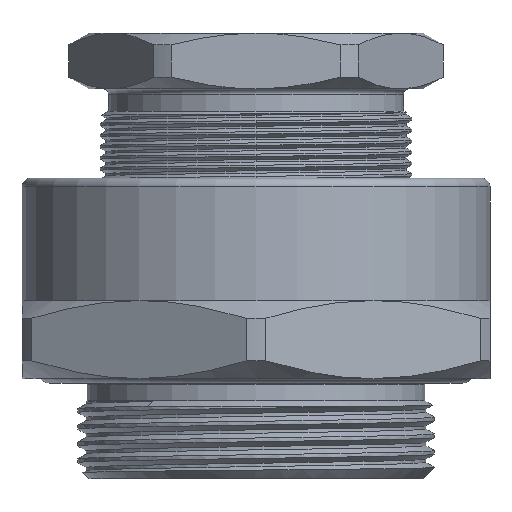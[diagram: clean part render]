
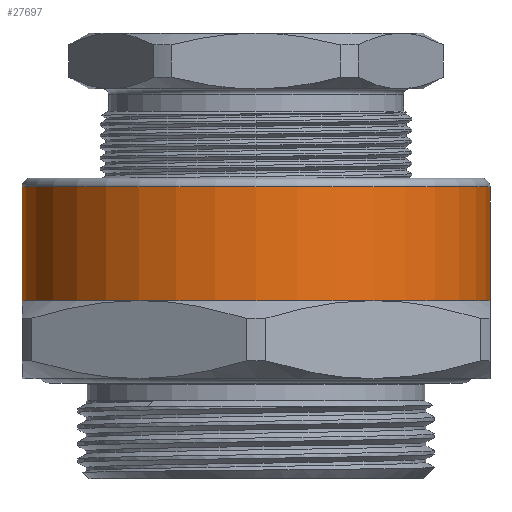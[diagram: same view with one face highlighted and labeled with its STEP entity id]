
A CAD part, front view. The second image highlights one B-rep face of the part: STEP entity #27697.
In plain terms, the highlighted cylindrical face has radius 21 mm (diameter 42 mm), a full revolution.
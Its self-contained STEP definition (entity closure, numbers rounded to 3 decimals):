
#26858=CARTESIAN_POINT('',(-21.,0.,16.));
#26859=VERTEX_POINT('',#26858);
#26954=CARTESIAN_POINT('',(-10.5,-18.187,16.));
#26955=VERTEX_POINT('',#26954);
#27038=CARTESIAN_POINT('',(10.5,-18.187,16.));
#27039=VERTEX_POINT('',#27038);
#27122=CARTESIAN_POINT('',(21.,0.,16.));
#27123=VERTEX_POINT('',#27122);
#27218=CARTESIAN_POINT('',(10.5,18.187,16.));
#27219=VERTEX_POINT('',#27218);
#27302=CARTESIAN_POINT('',(-10.5,18.187,16.));
#27303=VERTEX_POINT('',#27302);
#27384=CARTESIAN_POINT('',(0.,0.,16.));
#27385=DIRECTION('',(-0.,0.,-1.));
#27386=DIRECTION('',(-1.,0.,0.));
#27387=AXIS2_PLACEMENT_3D('',#27384,#27385,#27386);
#27388=CIRCLE('',#27387,21.);
#27389=EDGE_CURVE('',#27123,#27039,#27388,.T.);
#27408=CARTESIAN_POINT('',(0.,0.,16.));
#27409=DIRECTION('',(-0.,0.,-1.));
#27410=DIRECTION('',(-1.,0.,0.));
#27411=AXIS2_PLACEMENT_3D('',#27408,#27409,#27410);
#27412=CIRCLE('',#27411,21.);
#27413=EDGE_CURVE('',#27039,#26955,#27412,.T.);
#27432=CARTESIAN_POINT('',(0.,0.,16.));
#27433=DIRECTION('',(-0.,0.,-1.));
#27434=DIRECTION('',(-1.,0.,0.));
#27435=AXIS2_PLACEMENT_3D('',#27432,#27433,#27434);
#27436=CIRCLE('',#27435,21.);
#27437=EDGE_CURVE('',#26955,#26859,#27436,.T.);
#27456=CARTESIAN_POINT('',(0.,0.,16.));
#27457=DIRECTION('',(-0.,0.,-1.));
#27458=DIRECTION('',(-1.,0.,0.));
#27459=AXIS2_PLACEMENT_3D('',#27456,#27457,#27458);
#27460=CIRCLE('',#27459,21.);
#27461=EDGE_CURVE('',#27219,#27123,#27460,.T.);
#27480=CARTESIAN_POINT('',(0.,0.,16.));
#27481=DIRECTION('',(-0.,0.,-1.));
#27482=DIRECTION('',(-1.,0.,0.));
#27483=AXIS2_PLACEMENT_3D('',#27480,#27481,#27482);
#27484=CIRCLE('',#27483,21.);
#27485=EDGE_CURVE('',#26859,#27303,#27484,.T.);
#27504=CARTESIAN_POINT('',(0.,0.,16.));
#27505=DIRECTION('',(-0.,0.,-1.));
#27506=DIRECTION('',(-1.,0.,0.));
#27507=AXIS2_PLACEMENT_3D('',#27504,#27505,#27506);
#27508=CIRCLE('',#27507,21.);
#27509=EDGE_CURVE('',#27303,#27219,#27508,.T.);
#27659=CARTESIAN_POINT('',(0.,0.,0.));
#27660=DIRECTION('',(-0.,0.,-1.));
#27661=DIRECTION('',(-1.,0.,0.));
#27662=AXIS2_PLACEMENT_3D('',#27659,#27660,#27661);
#27663=CYLINDRICAL_SURFACE('',#27662,21.);
#27664=CARTESIAN_POINT('',(-21.,0.,26.2));
#27665=VERTEX_POINT('',#27664);
#27666=CARTESIAN_POINT('',(-21.,0.,16.));
#27667=DIRECTION('',(0.,-0.,1.));
#27668=VECTOR('',#27667,10.2);
#27669=LINE('',#27666,#27668);
#27670=EDGE_CURVE('',#26859,#27665,#27669,.T.);
#27671=ORIENTED_EDGE('',*,*,#27670,.T.);
#27672=CARTESIAN_POINT('',(21.,-0.,26.2));
#27673=VERTEX_POINT('',#27672);
#27674=CARTESIAN_POINT('',(0.,0.,26.2));
#27675=DIRECTION('',(-0.,-0.,-1.));
#27676=DIRECTION('',(1.,0.,-0.));
#27677=AXIS2_PLACEMENT_3D('',#27674,#27675,#27676);
#27678=CIRCLE('',#27677,21.);
#27679=EDGE_CURVE('',#27665,#27673,#27678,.T.);
#27680=ORIENTED_EDGE('',*,*,#27679,.T.);
#27681=CARTESIAN_POINT('',(0.,0.,26.2));
#27682=DIRECTION('',(-0.,-0.,-1.));
#27683=DIRECTION('',(1.,0.,-0.));
#27684=AXIS2_PLACEMENT_3D('',#27681,#27682,#27683);
#27685=CIRCLE('',#27684,21.);
#27686=EDGE_CURVE('',#27673,#27665,#27685,.T.);
#27687=ORIENTED_EDGE('',*,*,#27686,.T.);
#27688=ORIENTED_EDGE('',*,*,#27670,.F.);
#27689=ORIENTED_EDGE('',*,*,#27437,.F.);
#27690=ORIENTED_EDGE('',*,*,#27413,.F.);
#27691=ORIENTED_EDGE('',*,*,#27389,.F.);
#27692=ORIENTED_EDGE('',*,*,#27461,.F.);
#27693=ORIENTED_EDGE('',*,*,#27509,.F.);
#27694=ORIENTED_EDGE('',*,*,#27485,.F.);
#27695=EDGE_LOOP('',(#27671,#27680,#27687,#27688,#27689,#27690,#27691,#27692,#27693,#27694));
#27696=FACE_BOUND('',#27695,.T.);
#27697=ADVANCED_FACE('',(#27696),#27663,.T.);
